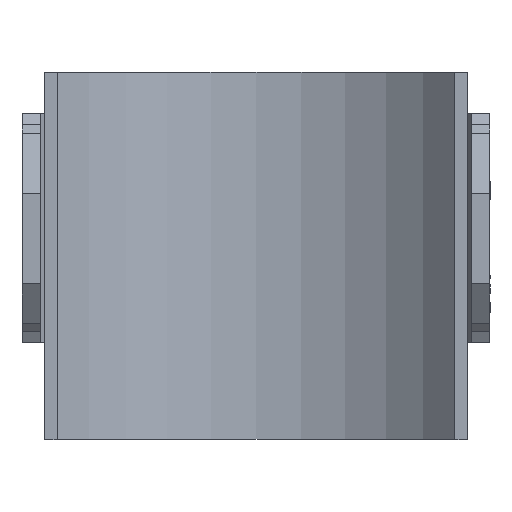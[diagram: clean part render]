
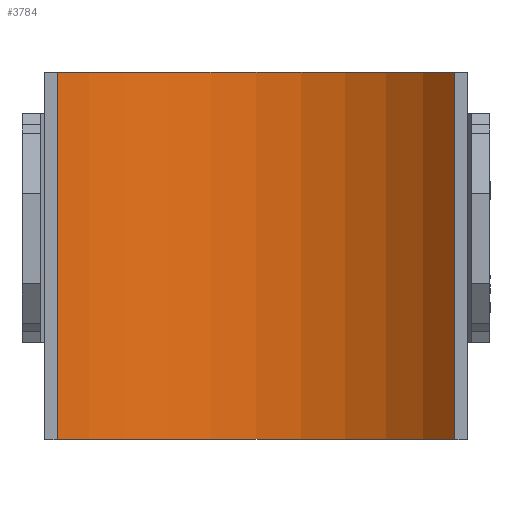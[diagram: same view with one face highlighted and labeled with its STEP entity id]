
A CAD part, front view. The second image highlights one B-rep face of the part: STEP entity #3784.
In plain terms, the highlighted cylindrical face has radius 28.5 mm (diameter 57 mm), a partial arc.
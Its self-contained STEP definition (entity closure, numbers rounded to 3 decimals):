
#602 = DIRECTION ( 'NONE',  ( 1., 0., 0. ) ) ;
#620 = ORIENTED_EDGE ( 'NONE', *, *, #7297, .F. ) ;
#1426 = AXIS2_PLACEMENT_3D ( 'NONE', #10248, #3138, #602 ) ;
#2124 = EDGE_CURVE ( 'NONE', #4213, #6174, #7531, .T. ) ;
#2663 = LINE ( 'NONE', #5101, #4199 ) ;
#2876 = AXIS2_PLACEMENT_3D ( 'NONE', #9162, #4143, #3328 ) ;
#3138 = DIRECTION ( 'NONE',  ( 0., 0., -1. ) ) ;
#3236 = CARTESIAN_POINT ( 'NONE',  ( -21.679, -10., 20. ) ) ;
#3328 = DIRECTION ( 'NONE',  ( 1., 0., 0. ) ) ;
#3784 = ADVANCED_FACE ( 'NONE', ( #9126 ), #4917, .F. ) ;
#3846 = EDGE_CURVE ( 'NONE', #9962, #4213, #4968, .T. ) ;
#4143 = DIRECTION ( 'NONE',  ( 0., 0., -1. ) ) ;
#4199 = VECTOR ( 'NONE', #9152, 1000. ) ;
#4213 = VERTEX_POINT ( 'NONE', #7269 ) ;
#4484 = ORIENTED_EDGE ( 'NONE', *, *, #3846, .F. ) ;
#4708 = ORIENTED_EDGE ( 'NONE', *, *, #2124, .F. ) ;
#4917 = CYLINDRICAL_SURFACE ( 'NONE', #9039, 28.5 ) ;
#4968 = LINE ( 'NONE', #3236, #6268 ) ;
#4984 = CARTESIAN_POINT ( 'NONE',  ( 21.679, -10., 20. ) ) ;
#5020 = CARTESIAN_POINT ( 'NONE',  ( 0., -28.5, 20. ) ) ;
#5101 = CARTESIAN_POINT ( 'NONE',  ( 21.679, -10., 20. ) ) ;
#5667 = DIRECTION ( 'NONE',  ( 0., 0., 1. ) ) ;
#6106 = CIRCLE ( 'NONE', #1426, 28.5 ) ;
#6122 = ORIENTED_EDGE ( 'NONE', *, *, #7513, .T. ) ;
#6174 = VERTEX_POINT ( 'NONE', #4984 ) ;
#6268 = VECTOR ( 'NONE', #5667, 1000. ) ;
#7269 = CARTESIAN_POINT ( 'NONE',  ( -21.679, -10., 20. ) ) ;
#7297 = EDGE_CURVE ( 'NONE', #6174, #10676, #2663, .T. ) ;
#7398 = DIRECTION ( 'NONE',  ( -1., 0., 0. ) ) ;
#7451 = EDGE_LOOP ( 'NONE', ( #4484, #6122, #620, #4708 ) ) ;
#7513 = EDGE_CURVE ( 'NONE', #9962, #10676, #6106, .T. ) ;
#7531 = CIRCLE ( 'NONE', #2876, 28.5 ) ;
#7775 = CARTESIAN_POINT ( 'NONE',  ( 21.679, -10., -20. ) ) ;
#9039 = AXIS2_PLACEMENT_3D ( 'NONE', #5020, #9838, #7398 ) ;
#9090 = CARTESIAN_POINT ( 'NONE',  ( -21.679, -10., -20. ) ) ;
#9126 = FACE_OUTER_BOUND ( 'NONE', #7451, .T. ) ;
#9152 = DIRECTION ( 'NONE',  ( 0., 0., -1. ) ) ;
#9162 = CARTESIAN_POINT ( 'NONE',  ( 0., -28.5, 20. ) ) ;
#9838 = DIRECTION ( 'NONE',  ( 0., 0., -1. ) ) ;
#9962 = VERTEX_POINT ( 'NONE', #9090 ) ;
#10248 = CARTESIAN_POINT ( 'NONE',  ( 0., -28.5, -20. ) ) ;
#10676 = VERTEX_POINT ( 'NONE', #7775 ) ;
